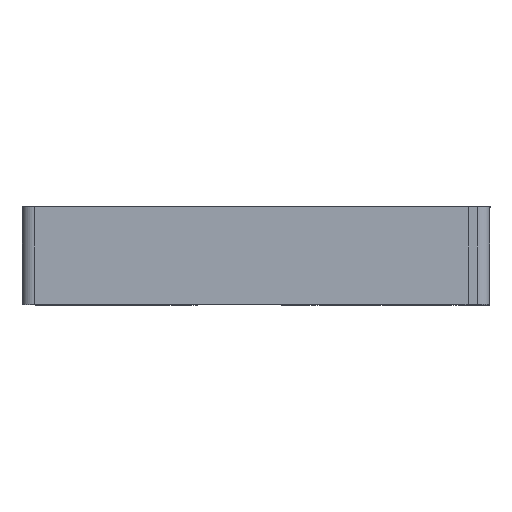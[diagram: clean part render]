
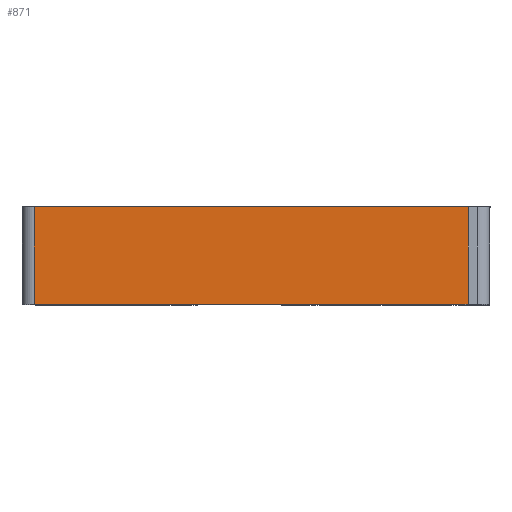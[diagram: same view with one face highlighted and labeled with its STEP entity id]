
A CAD part, top view. The second image highlights one B-rep face of the part: STEP entity #871.
In plain terms, the highlighted planar face has unit normal (0, 0, 1).
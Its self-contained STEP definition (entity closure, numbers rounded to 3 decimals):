
#75=AXIS2_PLACEMENT_3D('Plane Axis2P3D',#72,#73,#74) ;
#72=CARTESIAN_POINT('Axis2P3D Location',(0.5,4.,35.1)) ;
#81=CARTESIAN_POINT('Vertex',(18.25,0.,35.1)) ;
#88=CARTESIAN_POINT('Vertex',(18.25,4.,35.1)) ;
#91=CARTESIAN_POINT('Line Origine',(18.25,2.,35.1)) ;
#385=CARTESIAN_POINT('Vertex',(0.5,4.,35.1)) ;
#388=CARTESIAN_POINT('Line Origine',(9.375,4.,35.1)) ;
#502=CARTESIAN_POINT('Line Origine',(9.375,0.,35.1)) ;
#506=CARTESIAN_POINT('Vertex',(0.5,0.,35.1)) ;
#860=CARTESIAN_POINT('Line Origine',(0.5,2.,35.1)) ;
#73=DIRECTION('Axis2P3D Direction',(0.,0.,-1.)) ;
#74=DIRECTION('Axis2P3D XDirection',(1.,0.,0.)) ;
#92=DIRECTION('Vector Direction',(0.,-1.,0.)) ;
#389=DIRECTION('Vector Direction',(1.,0.,0.)) ;
#503=DIRECTION('Vector Direction',(1.,0.,0.)) ;
#861=DIRECTION('Vector Direction',(0.,-1.,0.)) ;
#93=VECTOR('Line Direction',#92,1.) ;
#390=VECTOR('Line Direction',#389,1.) ;
#504=VECTOR('Line Direction',#503,1.) ;
#862=VECTOR('Line Direction',#861,1.) ;
#866=ORIENTED_EDGE('',*,*,#508,.T.) ;
#867=ORIENTED_EDGE('',*,*,#95,.F.) ;
#868=ORIENTED_EDGE('',*,*,#392,.F.) ;
#869=ORIENTED_EDGE('',*,*,#864,.T.) ;
#871=ADVANCED_FACE('KU',(#870),#76,.F.) ;
#95=EDGE_CURVE('',#89,#82,#94,.T.) ;
#392=EDGE_CURVE('',#386,#89,#391,.T.) ;
#508=EDGE_CURVE('',#507,#82,#505,.T.) ;
#864=EDGE_CURVE('',#386,#507,#863,.T.) ;
#865=EDGE_LOOP('',(#866,#867,#868,#869)) ;
#870=FACE_OUTER_BOUND('',#865,.T.) ;
#94=LINE('Line',#91,#93) ;
#391=LINE('Line',#388,#390) ;
#505=LINE('Line',#502,#504) ;
#863=LINE('Line',#860,#862) ;
#76=PLANE('',#75) ;
#82=VERTEX_POINT('',#81) ;
#89=VERTEX_POINT('',#88) ;
#386=VERTEX_POINT('',#385) ;
#507=VERTEX_POINT('',#506) ;
